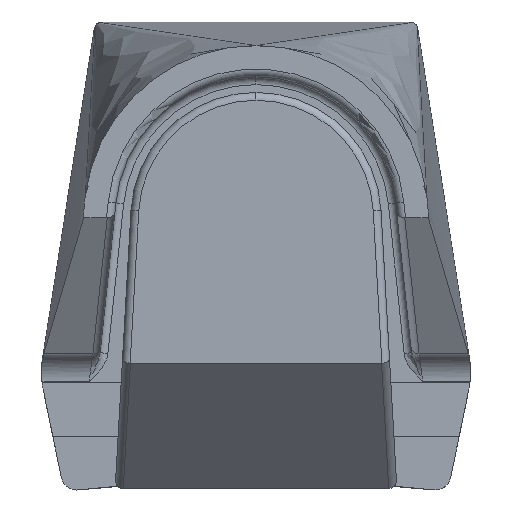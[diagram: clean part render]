
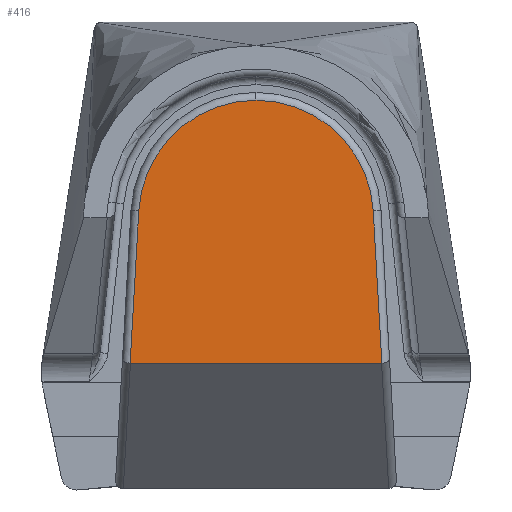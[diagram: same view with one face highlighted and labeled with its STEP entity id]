
A CAD part, front view. The second image highlights one B-rep face of the part: STEP entity #416.
In plain terms, the highlighted planar face has unit normal (0, -1, 0).
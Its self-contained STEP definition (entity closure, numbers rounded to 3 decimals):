
#30 = EDGE_CURVE ( 'NONE', #4516, #639, #1861, .T. ) ;
#53 = VECTOR ( 'NONE', #4777, 1000. ) ;
#72 = ORIENTED_EDGE ( 'NONE', *, *, #30, .T. ) ;
#159 = CARTESIAN_POINT ( 'NONE',  ( -8.043, 0., -9.299 ) ) ;
#235 = LINE ( 'NONE', #1141, #53 ) ;
#284 = VERTEX_POINT ( 'NONE', #1492 ) ;
#368 = CARTESIAN_POINT ( 'NONE',  ( -8.043, 0., -9.299 ) ) ;
#416 = ADVANCED_FACE ( 'NONE', ( #3807 ), #465, .F. ) ;
#455 = CARTESIAN_POINT ( 'NONE',  ( 0., 0., -9.3 ) ) ;
#465 = PLANE ( 'NONE',  #7652 ) ;
#631 = VECTOR ( 'NONE', #4665, 1000. ) ;
#639 = VERTEX_POINT ( 'NONE', #3697 ) ;
#669 = EDGE_CURVE ( 'NONE', #284, #6968, #2981, .T. ) ;
#1141 = CARTESIAN_POINT ( 'NONE',  ( -7.488, 0., 0.427 ) ) ;
#1285 = AXIS2_PLACEMENT_3D ( 'NONE', #7720, #7114, #2927 ) ;
#1492 = CARTESIAN_POINT ( 'NONE',  ( 8.023, 0., -9.3 ) ) ;
#1706 =( BOUNDED_CURVE ( )  B_SPLINE_CURVE ( 3, ( #368, #1910, #3110, #7303 ),
 .UNSPECIFIED., .F., .F. ) 
 B_SPLINE_CURVE_WITH_KNOTS ( ( 4, 4 ),
 ( 3.142, 3.182 ),
 .UNSPECIFIED. ) 
 CURVE ( )  GEOMETRIC_REPRESENTATION_ITEM ( )  RATIONAL_B_SPLINE_CURVE ( ( 1., 1., 1., 1. ) ) 
 REPRESENTATION_ITEM ( '' )  );
#1724 = ORIENTED_EDGE ( 'NONE', *, *, #2126, .T. ) ;
#1813 = CARTESIAN_POINT ( 'NONE',  ( 7.488, 0., 0.427 ) ) ;
#1861 = CIRCLE ( 'NONE', #1285, 7.5 ) ;
#1910 = CARTESIAN_POINT ( 'NONE',  ( -8.036, 0., -9.3 ) ) ;
#2126 = EDGE_CURVE ( 'NONE', #6968, #4890, #4157, .T. ) ;
#2232 = ORIENTED_EDGE ( 'NONE', *, *, #3006, .T. ) ;
#2271 = ORIENTED_EDGE ( 'NONE', *, *, #5272, .T. ) ;
#2401 = LINE ( 'NONE', #455, #631 ) ;
#2550 = CARTESIAN_POINT ( 'NONE',  ( 8.029, 0., -9.3 ) ) ;
#2559 = VECTOR ( 'NONE', #3608, 1000. ) ;
#2755 = CIRCLE ( 'NONE', #4400, 7.5 ) ;
#2773 = DIRECTION ( 'NONE',  ( 0., -1., 0. ) ) ;
#2780 = EDGE_CURVE ( 'NONE', #4890, #4516, #2755, .T. ) ;
#2927 = DIRECTION ( 'NONE',  ( 0., 0., 1. ) ) ;
#2981 =( BOUNDED_CURVE ( )  B_SPLINE_CURVE ( 3, ( #5415, #2550, #7240, #4268 ),
 .UNSPECIFIED., .F., .F. ) 
 B_SPLINE_CURVE_WITH_KNOTS ( ( 4, 4 ),
 ( 6.243, 6.283 ),
 .UNSPECIFIED. ) 
 CURVE ( )  GEOMETRIC_REPRESENTATION_ITEM ( )  RATIONAL_B_SPLINE_CURVE ( ( 1., 1., 1., 1. ) ) 
 REPRESENTATION_ITEM ( '' )  );
#3006 = EDGE_CURVE ( 'NONE', #639, #3727, #235, .T. ) ;
#3110 = CARTESIAN_POINT ( 'NONE',  ( -8.029, 0., -9.3 ) ) ;
#3390 = CARTESIAN_POINT ( 'NONE',  ( 0., 0., 7.5 ) ) ;
#3474 = DIRECTION ( 'NONE',  ( 0., 0., 1. ) ) ;
#3514 = CARTESIAN_POINT ( 'NONE',  ( -8.023, 0., -9.3 ) ) ;
#3608 = DIRECTION ( 'NONE',  ( -0.057, 0., 0.998 ) ) ;
#3697 = CARTESIAN_POINT ( 'NONE',  ( -7.488, 0., 0.427 ) ) ;
#3727 = VERTEX_POINT ( 'NONE', #159 ) ;
#3807 = FACE_OUTER_BOUND ( 'NONE', #7646, .T. ) ;
#3858 = CARTESIAN_POINT ( 'NONE',  ( 8.043, 0., -9.299 ) ) ;
#4157 = LINE ( 'NONE', #1813, #2559 ) ;
#4268 = CARTESIAN_POINT ( 'NONE',  ( 8.043, 0., -9.299 ) ) ;
#4400 = AXIS2_PLACEMENT_3D ( 'NONE', #6370, #2773, #6964 ) ;
#4516 = VERTEX_POINT ( 'NONE', #3390 ) ;
#4665 = DIRECTION ( 'NONE',  ( 1., 0., 0. ) ) ;
#4777 = DIRECTION ( 'NONE',  ( -0.057, 0., -0.998 ) ) ;
#4890 = VERTEX_POINT ( 'NONE', #5943 ) ;
#5262 = CARTESIAN_POINT ( 'NONE',  ( 0., 0., 0. ) ) ;
#5272 = EDGE_CURVE ( 'NONE', #3727, #6162, #1706, .T. ) ;
#5300 = ORIENTED_EDGE ( 'NONE', *, *, #669, .T. ) ;
#5415 = CARTESIAN_POINT ( 'NONE',  ( 8.023, 0., -9.3 ) ) ;
#5556 = ORIENTED_EDGE ( 'NONE', *, *, #6578, .T. ) ;
#5878 = DIRECTION ( 'NONE',  ( 0., 1., 0. ) ) ;
#5943 = CARTESIAN_POINT ( 'NONE',  ( 7.488, 0., 0.427 ) ) ;
#6162 = VERTEX_POINT ( 'NONE', #3514 ) ;
#6370 = CARTESIAN_POINT ( 'NONE',  ( 0., 0., 0. ) ) ;
#6578 = EDGE_CURVE ( 'NONE', #6162, #284, #2401, .T. ) ;
#6964 = DIRECTION ( 'NONE',  ( 0., 0., 1. ) ) ;
#6968 = VERTEX_POINT ( 'NONE', #3858 ) ;
#6985 = ORIENTED_EDGE ( 'NONE', *, *, #2780, .T. ) ;
#7114 = DIRECTION ( 'NONE',  ( 0., -1., 0. ) ) ;
#7240 = CARTESIAN_POINT ( 'NONE',  ( 8.036, 0., -9.3 ) ) ;
#7303 = CARTESIAN_POINT ( 'NONE',  ( -8.023, 0., -9.3 ) ) ;
#7646 = EDGE_LOOP ( 'NONE', ( #2232, #2271, #5556, #5300, #1724, #6985, #72 ) ) ;
#7652 = AXIS2_PLACEMENT_3D ( 'NONE', #5262, #5878, #3474 ) ;
#7720 = CARTESIAN_POINT ( 'NONE',  ( 0., 0., 0. ) ) ;
